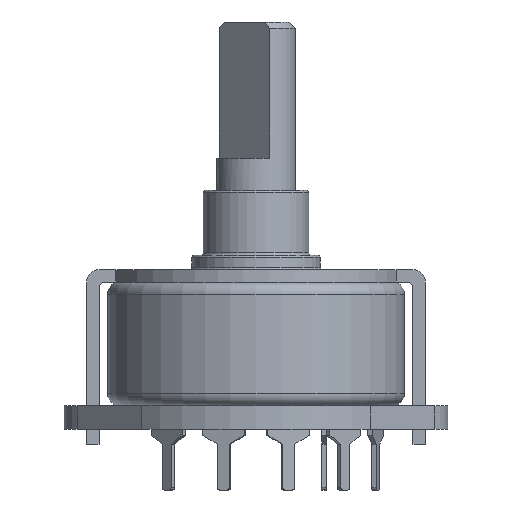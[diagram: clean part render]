
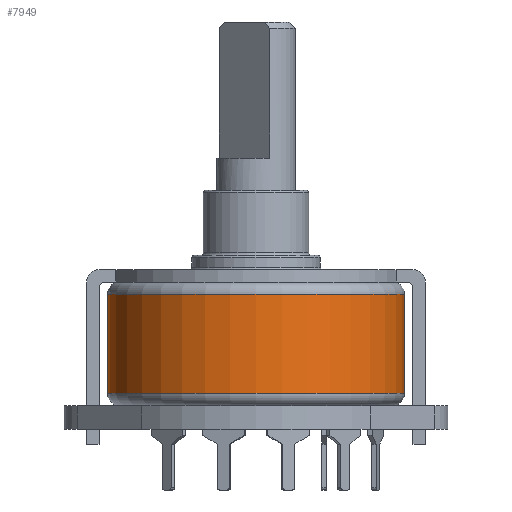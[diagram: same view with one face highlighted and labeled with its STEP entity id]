
A CAD part, left-side view. The second image highlights one B-rep face of the part: STEP entity #7949.
In plain terms, the highlighted cylindrical face has radius 12 mm (diameter 24 mm), a full revolution.
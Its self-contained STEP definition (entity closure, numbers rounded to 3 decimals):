
#545=LINE('',#11656,#1393);
#1393=VECTOR('',#9698,12.5);
#2082=CYLINDRICAL_SURFACE('',#8700,12.);
#2534=FACE_OUTER_BOUND('',#2997,.T.);
#2997=EDGE_LOOP('',(#6128,#6129,#6130,#6131));
#3446=CIRCLE('',#8697,12.);
#3449=CIRCLE('',#8701,12.);
#3734=VERTEX_POINT('',#11648);
#3736=VERTEX_POINT('',#11654);
#4626=EDGE_CURVE('',#3734,#3734,#3446,.T.);
#4629=EDGE_CURVE('',#3736,#3736,#3449,.T.);
#4630=EDGE_CURVE('',#3736,#3734,#545,.T.);
#6128=ORIENTED_EDGE('',*,*,#4629,.F.);
#6129=ORIENTED_EDGE('',*,*,#4630,.T.);
#6130=ORIENTED_EDGE('',*,*,#4626,.F.);
#6131=ORIENTED_EDGE('',*,*,#4630,.F.);
#7949=ADVANCED_FACE('',(#2534),#2082,.T.);
#8697=AXIS2_PLACEMENT_3D('',#11649,#9688,#9689);
#8700=AXIS2_PLACEMENT_3D('',#11653,#9694,#9695);
#8701=AXIS2_PLACEMENT_3D('',#11655,#9696,#9697);
#9688=DIRECTION('center_axis',(0.,0.,-1.));
#9689=DIRECTION('ref_axis',(1.,0.,0.));
#9694=DIRECTION('center_axis',(0.,0.,1.));
#9695=DIRECTION('ref_axis',(1.,0.,0.));
#9696=DIRECTION('center_axis',(0.,0.,1.));
#9697=DIRECTION('ref_axis',(1.,0.,0.));
#9698=DIRECTION('',(0.,0.,-1.));
#11648=CARTESIAN_POINT('',(-12.,0.,1.));
#11649=CARTESIAN_POINT('Origin',(0.,0.,1.));
#11653=CARTESIAN_POINT('Origin',(0.,0.,0.));
#11654=CARTESIAN_POINT('',(-12.,0.,9.));
#11655=CARTESIAN_POINT('Origin',(0.,0.,9.));
#11656=CARTESIAN_POINT('',(-12.,0.,0.));
